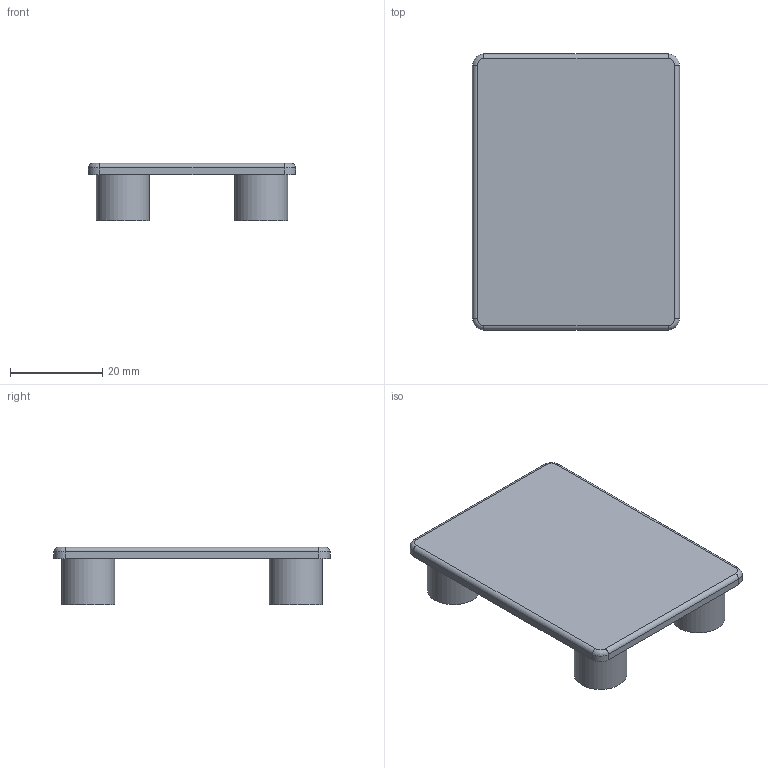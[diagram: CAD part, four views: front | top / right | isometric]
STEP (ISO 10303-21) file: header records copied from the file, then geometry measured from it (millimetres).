
FILE_DESCRIPTION(('STEP AP203'),'2;1');
FILE_NAME('18.058.00.stp','2011-03-21T16:00:08',(''),(''),'2009.3.110','THINKDESIGN','');
FILE_SCHEMA(('CONFIG_CONTROL_DESIGN'));
Length unit declared in the file: millimetre
Bounding box: 45 x 60 x 12.5 mm (x, y, z)
Volume: 7705.9 mm3; surface area: 8516.6 mm2
Topology: 1 solids, 1 shells, 34 faces, 80 edges, 56 vertices
Faces by surface type: cylinder 16, plane 14, bspline 4
Full cylindrical faces by diameter (mm): 10 x4, 11.5 x4
Entity records: 1293 total; most frequent: CARTESIAN_POINT 362, DIRECTION 192, ORIENTED_EDGE 160, AXIS2_PLACEMENT_3D 82, EDGE_CURVE 80, VERTEX_POINT 56, CIRCLE 52, EDGE_LOOP 42
